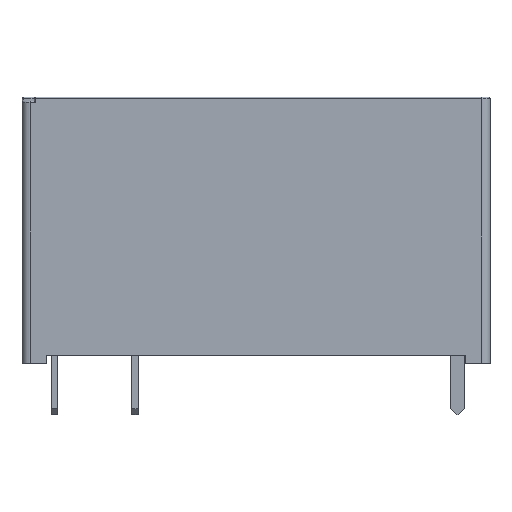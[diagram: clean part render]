
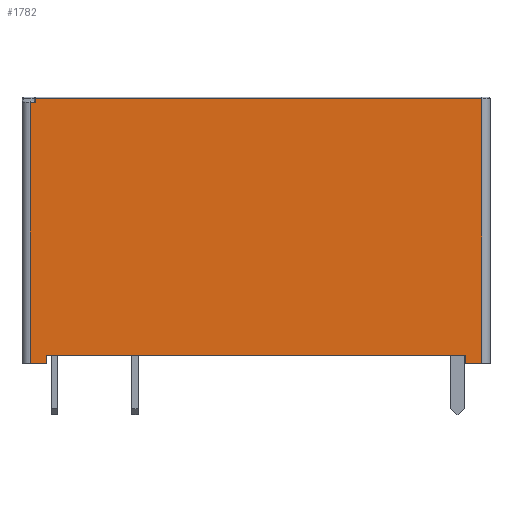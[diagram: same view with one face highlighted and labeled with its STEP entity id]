
A CAD part, left-side view. The second image highlights one B-rep face of the part: STEP entity #1782.
In plain terms, the highlighted planar face has unit normal (-1, 0, 0).
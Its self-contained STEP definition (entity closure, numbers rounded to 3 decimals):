
#152=FACE_OUTER_BOUND('',#263,.T.);
#263=EDGE_LOOP('',(#1257,#1258,#1259,#1260,#1261,#1262,#1263,#1264,#1265,
#1266));
#368=LINE('',#2577,#577);
#389=LINE('',#2620,#598);
#414=LINE('',#2670,#623);
#415=LINE('',#2673,#624);
#416=LINE('',#2675,#625);
#417=LINE('',#2677,#626);
#418=LINE('',#2679,#627);
#419=LINE('',#2681,#628);
#420=LINE('',#2683,#629);
#421=LINE('',#2684,#630);
#577=VECTOR('',#2059,1.);
#598=VECTOR('',#2086,1.);
#623=VECTOR('',#2113,1.);
#624=VECTOR('',#2116,1.);
#625=VECTOR('',#2117,1.);
#626=VECTOR('',#2118,1.);
#627=VECTOR('',#2119,1.);
#628=VECTOR('',#2120,1.);
#629=VECTOR('',#2121,1.);
#630=VECTOR('',#2122,1.);
#785=VERTEX_POINT('',#2574);
#786=VERTEX_POINT('',#2576);
#797=VERTEX_POINT('',#2602);
#805=VERTEX_POINT('',#2618);
#830=VERTEX_POINT('',#2672);
#831=VERTEX_POINT('',#2674);
#832=VERTEX_POINT('',#2676);
#833=VERTEX_POINT('',#2678);
#834=VERTEX_POINT('',#2680);
#835=VERTEX_POINT('',#2682);
#945=EDGE_CURVE('',#786,#785,#368,.T.);
#967=EDGE_CURVE('',#797,#805,#389,.T.);
#992=EDGE_CURVE('',#785,#797,#414,.T.);
#993=EDGE_CURVE('',#805,#830,#415,.T.);
#994=EDGE_CURVE('',#830,#831,#416,.T.);
#995=EDGE_CURVE('',#832,#831,#417,.T.);
#996=EDGE_CURVE('',#833,#832,#418,.T.);
#997=EDGE_CURVE('',#834,#833,#419,.T.);
#998=EDGE_CURVE('',#835,#834,#420,.T.);
#999=EDGE_CURVE('',#786,#835,#421,.T.);
#1257=ORIENTED_EDGE('',*,*,#992,.T.);
#1258=ORIENTED_EDGE('',*,*,#967,.T.);
#1259=ORIENTED_EDGE('',*,*,#993,.T.);
#1260=ORIENTED_EDGE('',*,*,#994,.T.);
#1261=ORIENTED_EDGE('',*,*,#995,.F.);
#1262=ORIENTED_EDGE('',*,*,#996,.F.);
#1263=ORIENTED_EDGE('',*,*,#997,.F.);
#1264=ORIENTED_EDGE('',*,*,#998,.F.);
#1265=ORIENTED_EDGE('',*,*,#999,.F.);
#1266=ORIENTED_EDGE('',*,*,#945,.T.);
#1713=PLANE('',#1902);
#1782=ADVANCED_FACE('',(#152),#1713,.T.);
#1902=AXIS2_PLACEMENT_3D('',#2671,#2114,#2115);
#2059=DIRECTION('',(0.,-1.,0.));
#2086=DIRECTION('',(0.,-1.,0.));
#2113=DIRECTION('',(0.,0.,1.));
#2114=DIRECTION('center_axis',(-1.,0.,0.));
#2115=DIRECTION('ref_axis',(0.,-1.,0.));
#2116=DIRECTION('',(0.,0.,-1.));
#2117=DIRECTION('',(0.,-1.,0.));
#2118=DIRECTION('',(0.,0.,-1.));
#2119=DIRECTION('',(0.,-1.,0.));
#2120=DIRECTION('',(0.,0.,1.));
#2121=DIRECTION('',(0.,-1.,0.));
#2122=DIRECTION('',(0.,0.,1.));
#2574=CARTESIAN_POINT('',(-2.65,0.5,0.));
#2576=CARTESIAN_POINT('',(-2.65,1.5,0.));
#2577=CARTESIAN_POINT('',(-2.65,2.,0.));
#2602=CARTESIAN_POINT('',(-2.65,0.5,0.5));
#2618=CARTESIAN_POINT('',(-2.65,-25.5,0.5));
#2620=CARTESIAN_POINT('',(-2.65,-5.25,0.5));
#2670=CARTESIAN_POINT('',(-2.65,0.5,0.));
#2671=CARTESIAN_POINT('Origin',(-2.65,2.,0.));
#2672=CARTESIAN_POINT('',(-2.65,-25.5,0.));
#2673=CARTESIAN_POINT('',(-2.65,-25.5,0.));
#2674=CARTESIAN_POINT('',(-2.65,-26.5,0.));
#2675=CARTESIAN_POINT('',(-2.65,2.,0.));
#2676=CARTESIAN_POINT('',(-2.65,-26.5,16.4));
#2677=CARTESIAN_POINT('',(-2.65,-26.5,0.));
#2678=CARTESIAN_POINT('',(-2.65,1.15,16.4));
#2679=CARTESIAN_POINT('',(-2.65,-5.25,16.4));
#2680=CARTESIAN_POINT('',(-2.65,1.15,16.15));
#2681=CARTESIAN_POINT('',(-2.65,1.15,8.25));
#2682=CARTESIAN_POINT('',(-2.65,1.5,16.15));
#2683=CARTESIAN_POINT('',(-2.65,1.813,16.15));
#2684=CARTESIAN_POINT('',(-2.65,1.5,0.));
